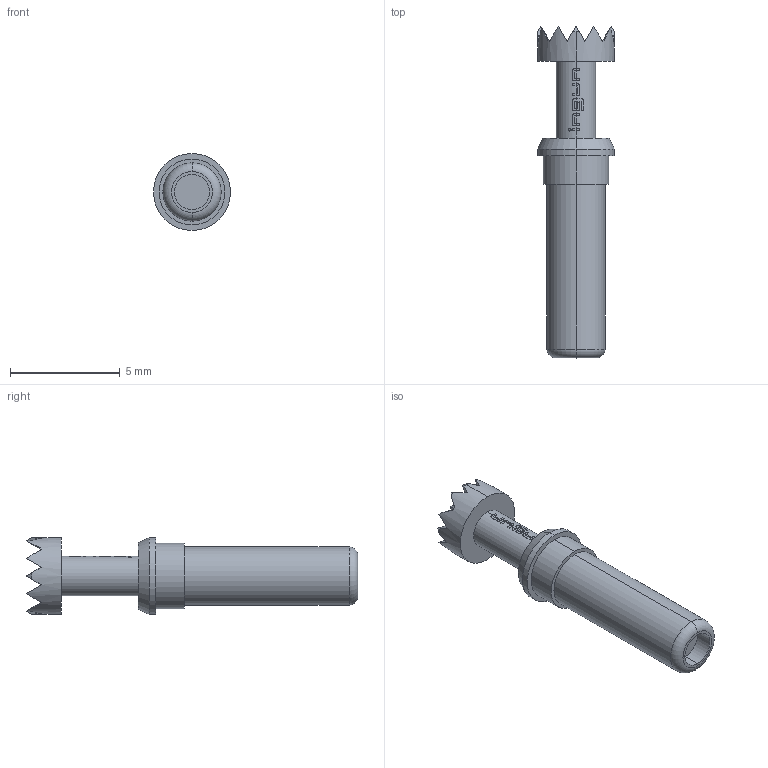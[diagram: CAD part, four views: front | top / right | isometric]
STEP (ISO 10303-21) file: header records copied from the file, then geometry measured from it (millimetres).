
FILE_DESCRIPTION (( 'STEP AP203' ), '1' );
FILE_NAME ('INGUN_GKS-913_306_350_R_xx02_0.STEP', '2021-09-17T09:52:36', ( 'ochi' ), ( '' ), 'SwSTEP 2.0', 'SolidWorks 2018', '' );
FILE_SCHEMA (( 'CONFIG_CONTROL_DESIGN' ));
Length unit declared in the file: millimetre
Products named in the file (1): INGUN_GKS-913_306_350_R_xx02_0
Bounding box: 3.5 x 15.1 x 3.5 mm (x, y, z)
Volume: 77.9 mm3; surface area: 163.4 mm2
Topology: 1 solids, 1 shells, 187 faces, 440 edges, 261 vertices
Faces by surface type: plane 130, cylinder 31, bspline 22, torus 2, cone 2
Entity records: 5561 total; most frequent: CARTESIAN_POINT 1527, ORIENTED_EDGE 880, DIRECTION 744, EDGE_CURVE 440, AXIS2_PLACEMENT_3D 270, VERTEX_POINT 261, VECTOR 204, LINE 204
